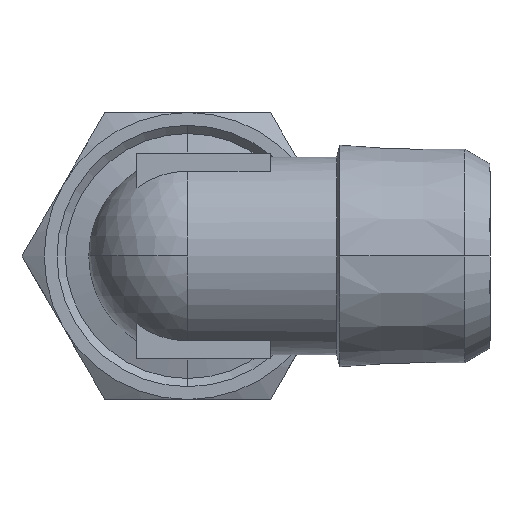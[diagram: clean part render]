
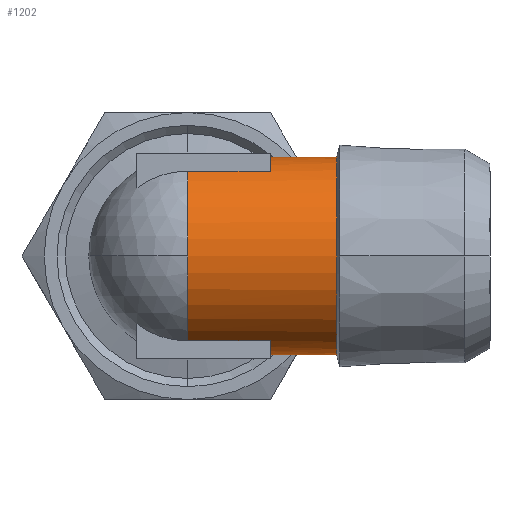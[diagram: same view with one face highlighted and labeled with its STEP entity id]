
A CAD part, left-side view. The second image highlights one B-rep face of the part: STEP entity #1202.
In plain terms, the highlighted cylindrical face has radius 9.65 mm (diameter 19.3 mm), a partial arc.
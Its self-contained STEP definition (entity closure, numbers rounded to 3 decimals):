
#66 = VERTEX_POINT ( 'NONE', #1561 ) ;
#72 = VERTEX_POINT ( 'NONE', #1555 ) ;
#80 = VERTEX_POINT ( 'NONE', #1547 ) ;
#82 = VERTEX_POINT ( 'NONE', #1545 ) ;
#84 = VERTEX_POINT ( 'NONE', #1543 ) ;
#85 = VERTEX_POINT ( 'NONE', #1542 ) ;
#91 = VERTEX_POINT ( 'NONE', #1536 ) ;
#98 = VERTEX_POINT ( 'NONE', #1524 ) ;
#99 = VERTEX_POINT ( 'NONE', #1521 ) ;
#166 = EDGE_LOOP ( 'NONE', ( #1820, #1817, #1824, #1825, #1819, #1822, #1816, #1889, #1826 ) ) ;
#308 = FACE_OUTER_BOUND ( 'NONE', #166, .T. ) ;
#333 = CYLINDRICAL_SURFACE ( 'NONE', #1418, 9.65 ) ;
#364 = CIRCLE ( 'NONE', #1575, 9.65 ) ;
#375 = LINE ( 'NONE', #1707, #385 ) ;
#385 = VECTOR ( 'NONE', #1716, 1000. ) ;
#386 = LINE ( 'NONE', #1708, #388 ) ;
#388 = VECTOR ( 'NONE', #1709, 1000. ) ;
#415 = CIRCLE ( 'NONE', #1596, 9.65 ) ;
#417 = CIRCLE ( 'NONE', #1598, 9.65 ) ;
#418 = LINE ( 'NONE', #839, #420 ) ;
#419 = CIRCLE ( 'NONE', #1599, 9.65 ) ;
#420 = VECTOR ( 'NONE', #840, 1000. ) ;
#421 = LINE ( 'NONE', #844, #423 ) ;
#422 = CIRCLE ( 'NONE', #1600, 9.65 ) ;
#423 = VECTOR ( 'NONE', #845, 1000. ) ;
#638 = DIRECTION ( 'NONE',  ( 0., -1., 0. ) ) ;
#639 = CARTESIAN_POINT ( 'NONE',  ( 0., 0., 0. ) ) ;
#640 = DIRECTION ( 'NONE',  ( 0., 0., -1. ) ) ;
#836 = CARTESIAN_POINT ( 'NONE',  ( 0., 18.465, 0. ) ) ;
#837 = DIRECTION ( 'NONE',  ( 0., -1., 0. ) ) ;
#838 = DIRECTION ( 'NONE',  ( 0., 0., -1. ) ) ;
#839 = CARTESIAN_POINT ( 'NONE',  ( -4.947, 0., 8.286 ) ) ;
#840 = DIRECTION ( 'NONE',  ( 0., 1., 0. ) ) ;
#844 = CARTESIAN_POINT ( 'NONE',  ( -4.947, 0., -8.286 ) ) ;
#845 = DIRECTION ( 'NONE',  ( 0., -1., 0. ) ) ;
#846 = CARTESIAN_POINT ( 'NONE',  ( 0., 24.947, 0. ) ) ;
#847 = DIRECTION ( 'NONE',  ( 0., -1., 0. ) ) ;
#848 = DIRECTION ( 'NONE',  ( -1., 0., 0. ) ) ;
#849 = CARTESIAN_POINT ( 'NONE',  ( 0., 33., 0. ) ) ;
#850 = DIRECTION ( 'NONE',  ( 0., -1., 0. ) ) ;
#851 = DIRECTION ( 'NONE',  ( 0., 0., -1. ) ) ;
#854 = CARTESIAN_POINT ( 'NONE',  ( 0., 24.947, 0. ) ) ;
#855 = DIRECTION ( 'NONE',  ( 0., -1., 0. ) ) ;
#856 = DIRECTION ( 'NONE',  ( -1., 0., 0. ) ) ;
#1202 = ADVANCED_FACE ( 'NONE', ( #308 ), #333, .T. ) ;
#1231 = EDGE_CURVE ( 'NONE', #66, #72, #364, .T. ) ;
#1244 = EDGE_CURVE ( 'NONE', #80, #85, #375, .T. ) ;
#1246 = EDGE_CURVE ( 'NONE', #82, #84, #386, .T. ) ;
#1267 = EDGE_CURVE ( 'NONE', #85, #84, #415, .T. ) ;
#1269 = EDGE_CURVE ( 'NONE', #80, #98, #417, .T. ) ;
#1270 = EDGE_CURVE ( 'NONE', #98, #99, #418, .T. ) ;
#1271 = EDGE_CURVE ( 'NONE', #99, #66, #419, .T. ) ;
#1272 = EDGE_CURVE ( 'NONE', #72, #91, #421, .T. ) ;
#1273 = EDGE_CURVE ( 'NONE', #91, #82, #422, .T. ) ;
#1418 = AXIS2_PLACEMENT_3D ( 'NONE', #639, #638, #640 ) ;
#1521 = CARTESIAN_POINT ( 'NONE',  ( -4.947, 33., 8.286 ) ) ;
#1524 = CARTESIAN_POINT ( 'NONE',  ( -4.947, 24.947, 8.286 ) ) ;
#1536 = CARTESIAN_POINT ( 'NONE',  ( -4.947, 24.947, -8.286 ) ) ;
#1542 = CARTESIAN_POINT ( 'NONE',  ( 0., 18.465, 9.65 ) ) ;
#1543 = CARTESIAN_POINT ( 'NONE',  ( 0., 18.465, -9.65 ) ) ;
#1545 = CARTESIAN_POINT ( 'NONE',  ( 0., 24.947, -9.65 ) ) ;
#1547 = CARTESIAN_POINT ( 'NONE',  ( 0., 24.947, 9.65 ) ) ;
#1555 = CARTESIAN_POINT ( 'NONE',  ( -4.947, 33., -8.286 ) ) ;
#1561 = CARTESIAN_POINT ( 'NONE',  ( -9.65, 33., 0. ) ) ;
#1575 = AXIS2_PLACEMENT_3D ( 'NONE', #1758, #1757, #1756 ) ;
#1596 = AXIS2_PLACEMENT_3D ( 'NONE', #836, #837, #838 ) ;
#1598 = AXIS2_PLACEMENT_3D ( 'NONE', #846, #847, #848 ) ;
#1599 = AXIS2_PLACEMENT_3D ( 'NONE', #849, #850, #851 ) ;
#1600 = AXIS2_PLACEMENT_3D ( 'NONE', #854, #855, #856 ) ;
#1707 = CARTESIAN_POINT ( 'NONE',  ( 0., 0., 9.65 ) ) ;
#1708 = CARTESIAN_POINT ( 'NONE',  ( 0., 0., -9.65 ) ) ;
#1709 = DIRECTION ( 'NONE',  ( 0., -1., 0. ) ) ;
#1716 = DIRECTION ( 'NONE',  ( 0., -1., 0. ) ) ;
#1756 = DIRECTION ( 'NONE',  ( 0., 0., -1. ) ) ;
#1757 = DIRECTION ( 'NONE',  ( 0., -1., 0. ) ) ;
#1758 = CARTESIAN_POINT ( 'NONE',  ( 0., 33., 0. ) ) ;
#1816 = ORIENTED_EDGE ( 'NONE', *, *, #1273, .T. ) ;
#1817 = ORIENTED_EDGE ( 'NONE', *, *, #1269, .T. ) ;
#1819 = ORIENTED_EDGE ( 'NONE', *, *, #1231, .T. ) ;
#1820 = ORIENTED_EDGE ( 'NONE', *, *, #1244, .F. ) ;
#1822 = ORIENTED_EDGE ( 'NONE', *, *, #1272, .T. ) ;
#1824 = ORIENTED_EDGE ( 'NONE', *, *, #1270, .T. ) ;
#1825 = ORIENTED_EDGE ( 'NONE', *, *, #1271, .T. ) ;
#1826 = ORIENTED_EDGE ( 'NONE', *, *, #1267, .F. ) ;
#1889 = ORIENTED_EDGE ( 'NONE', *, *, #1246, .T. ) ;
